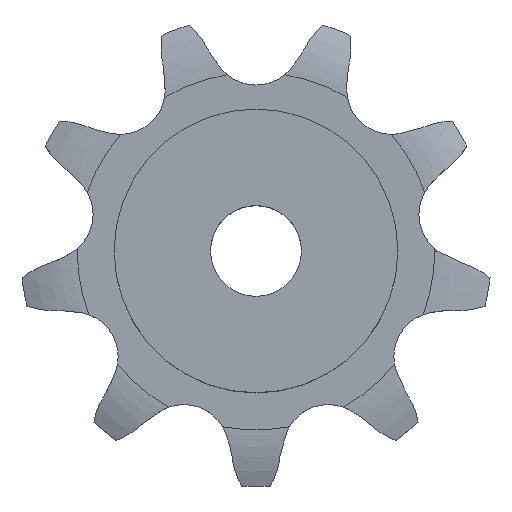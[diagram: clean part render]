
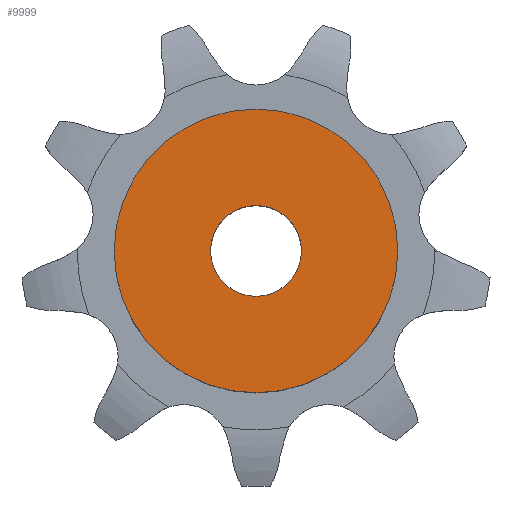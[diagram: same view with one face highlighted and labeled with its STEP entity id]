
A CAD part, top view. The second image highlights one B-rep face of the part: STEP entity #9999.
In plain terms, the highlighted planar face has unit normal (0, 0, 1).
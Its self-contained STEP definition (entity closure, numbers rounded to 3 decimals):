
#1824 = CYLINDRICAL_SURFACE('',#1825,12.5);
#1825 = AXIS2_PLACEMENT_3D('',#1826,#1827,#1828);
#1826 = CARTESIAN_POINT('',(0.,0.,0.));
#1827 = DIRECTION('',(-0.,-0.,-1.));
#1828 = DIRECTION('',(1.,0.,0.));
#6667 = VERTEX_POINT('',#6668);
#6668 = CARTESIAN_POINT('',(12.5,0.,14.));
#6689 = EDGE_CURVE('',#6667,#6667,#6690,.T.);
#6690 = SURFACE_CURVE('',#6691,(#6696,#6703),.PCURVE_S1.);
#6691 = CIRCLE('',#6692,12.5);
#6692 = AXIS2_PLACEMENT_3D('',#6693,#6694,#6695);
#6693 = CARTESIAN_POINT('',(0.,0.,14.));
#6694 = DIRECTION('',(0.,0.,1.));
#6695 = DIRECTION('',(1.,0.,0.));
#6696 = PCURVE('',#1824,#6697);
#6697 = DEFINITIONAL_REPRESENTATION('',(#6698),#6702);
#6698 = LINE('',#6699,#6700);
#6699 = CARTESIAN_POINT('',(-0.,-14.));
#6700 = VECTOR('',#6701,1.);
#6701 = DIRECTION('',(-1.,0.));
#6702 = ( GEOMETRIC_REPRESENTATION_CONTEXT(2) 
PARAMETRIC_REPRESENTATION_CONTEXT() REPRESENTATION_CONTEXT('2D SPACE',''
  ) );
#6703 = PCURVE('',#6704,#6709);
#6704 = PLANE('',#6705);
#6705 = AXIS2_PLACEMENT_3D('',#6706,#6707,#6708);
#6706 = CARTESIAN_POINT('',(0.,0.,14.)
  );
#6707 = DIRECTION('',(0.,0.,1.));
#6708 = DIRECTION('',(1.,0.,0.));
#6709 = DEFINITIONAL_REPRESENTATION('',(#6710),#6714);
#6710 = CIRCLE('',#6711,12.5);
#6711 = AXIS2_PLACEMENT_2D('',#6712,#6713);
#6712 = CARTESIAN_POINT('',(0.,0.));
#6713 = DIRECTION('',(1.,0.));
#6714 = ( GEOMETRIC_REPRESENTATION_CONTEXT(2) 
PARAMETRIC_REPRESENTATION_CONTEXT() REPRESENTATION_CONTEXT('2D SPACE',''
  ) );
#8636 = CYLINDRICAL_SURFACE('',#8637,4.);
#8637 = AXIS2_PLACEMENT_3D('',#8638,#8639,#8640);
#8638 = CARTESIAN_POINT('',(0.,0.,73.91));
#8639 = DIRECTION('',(0.,0.,1.));
#8640 = DIRECTION('',(1.,0.,0.));
#9999 = ADVANCED_FACE('',(#10000,#10003),#6704,.T.);
#10000 = FACE_BOUND('',#10001,.T.);
#10001 = EDGE_LOOP('',(#10002));
#10002 = ORIENTED_EDGE('',*,*,#6689,.T.);
#10003 = FACE_BOUND('',#10004,.T.);
#10004 = EDGE_LOOP('',(#10005));
#10005 = ORIENTED_EDGE('',*,*,#10006,.F.);
#10006 = EDGE_CURVE('',#10007,#10007,#10009,.T.);
#10007 = VERTEX_POINT('',#10008);
#10008 = CARTESIAN_POINT('',(4.,0.,14.));
#10009 = SURFACE_CURVE('',#10010,(#10015,#10022),.PCURVE_S1.);
#10010 = CIRCLE('',#10011,4.);
#10011 = AXIS2_PLACEMENT_3D('',#10012,#10013,#10014);
#10012 = CARTESIAN_POINT('',(0.,0.,14.));
#10013 = DIRECTION('',(0.,0.,1.));
#10014 = DIRECTION('',(1.,0.,0.));
#10015 = PCURVE('',#6704,#10016);
#10016 = DEFINITIONAL_REPRESENTATION('',(#10017),#10021);
#10017 = CIRCLE('',#10018,4.);
#10018 = AXIS2_PLACEMENT_2D('',#10019,#10020);
#10019 = CARTESIAN_POINT('',(0.,0.));
#10020 = DIRECTION('',(1.,0.));
#10021 = ( GEOMETRIC_REPRESENTATION_CONTEXT(2) 
PARAMETRIC_REPRESENTATION_CONTEXT() REPRESENTATION_CONTEXT('2D SPACE',''
  ) );
#10022 = PCURVE('',#8636,#10023);
#10023 = DEFINITIONAL_REPRESENTATION('',(#10024),#10028);
#10024 = LINE('',#10025,#10026);
#10025 = CARTESIAN_POINT('',(0.,-59.91));
#10026 = VECTOR('',#10027,1.);
#10027 = DIRECTION('',(1.,0.));
#10028 = ( GEOMETRIC_REPRESENTATION_CONTEXT(2) 
PARAMETRIC_REPRESENTATION_CONTEXT() REPRESENTATION_CONTEXT('2D SPACE',''
  ) );
